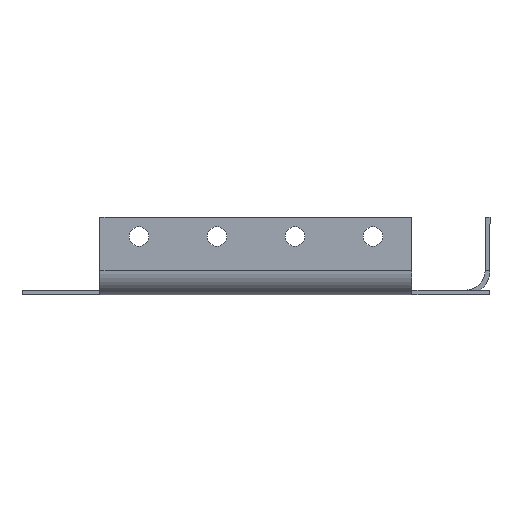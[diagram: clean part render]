
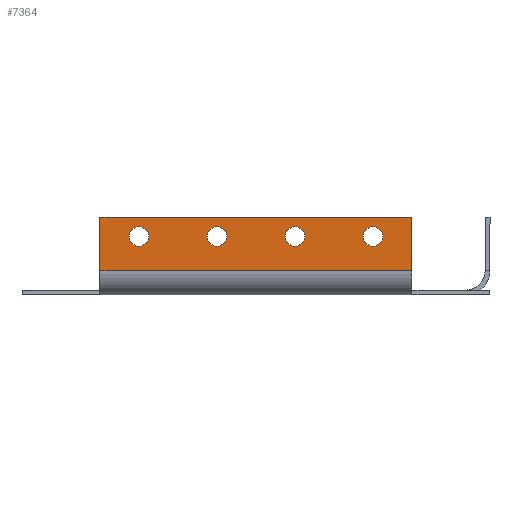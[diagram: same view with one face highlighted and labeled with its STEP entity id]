
A CAD part, left-side view. The second image highlights one B-rep face of the part: STEP entity #7364.
In plain terms, the highlighted planar face has unit normal (-1, 0, 0).
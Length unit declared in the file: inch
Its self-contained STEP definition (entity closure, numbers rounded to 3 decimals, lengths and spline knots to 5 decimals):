
#43 = DIRECTION ( 'NONE',  ( -1., 0., 0. ) ) ;
#63 = VERTEX_POINT ( 'NONE', #4931 ) ;
#86 = ORIENTED_EDGE ( 'NONE', *, *, #1078, .F. ) ;
#296 = DIRECTION ( 'NONE',  ( 0., 0., 1. ) ) ;
#307 = CARTESIAN_POINT ( 'NONE',  ( -0.001, -0.29599, 1. ) ) ;
#371 = LINE ( 'NONE', #2899, #3112 ) ;
#483 = FACE_BOUND ( 'NONE', #4522, .T. ) ;
#606 = CIRCLE ( 'NONE', #6941, 0.125 ) ;
#707 = VERTEX_POINT ( 'NONE', #5681 ) ;
#728 = VERTEX_POINT ( 'NONE', #5594 ) ;
#749 = EDGE_CURVE ( 'NONE', #63, #728, #2518, .T. ) ;
#838 = EDGE_CURVE ( 'NONE', #5312, #7975, #6526, .T. ) ;
#880 = DIRECTION ( 'NONE',  ( 0., 0., 1. ) ) ;
#947 = ORIENTED_EDGE ( 'NONE', *, *, #3781, .F. ) ;
#1057 = ORIENTED_EDGE ( 'NONE', *, *, #8189, .F. ) ;
#1078 = EDGE_CURVE ( 'NONE', #5913, #5523, #4711, .T. ) ;
#1120 = CARTESIAN_POINT ( 'NONE',  ( -0.001, 2.20401, 0.75 ) ) ;
#1300 = VECTOR ( 'NONE', #3307, 39.37008 ) ;
#1515 = DIRECTION ( 'NONE',  ( -1., 0., 0. ) ) ;
#1596 = VECTOR ( 'NONE', #4295, 39.37008 ) ;
#1636 = AXIS2_PLACEMENT_3D ( 'NONE', #4450, #2357, #3074 ) ;
#1688 = CIRCLE ( 'NONE', #7396, 0.125 ) ;
#1699 = CIRCLE ( 'NONE', #4076, 0.125 ) ;
#1708 = CARTESIAN_POINT ( 'NONE',  ( -0.001, 2.20401, 0.75 ) ) ;
#1783 = DIRECTION ( 'NONE',  ( 0., 0., 1. ) ) ;
#1869 = AXIS2_PLACEMENT_3D ( 'NONE', #4018, #43, #5306 ) ;
#1930 = LINE ( 'NONE', #5629, #1596 ) ;
#2006 = VERTEX_POINT ( 'NONE', #3270 ) ;
#2018 = LINE ( 'NONE', #3277, #1300 ) ;
#2052 = ORIENTED_EDGE ( 'NONE', *, *, #8448, .T. ) ;
#2142 = EDGE_LOOP ( 'NONE', ( #5580, #3247 ) ) ;
#2212 = CARTESIAN_POINT ( 'NONE',  ( -0.001, 1.20401, 0.75 ) ) ;
#2281 = DIRECTION ( 'NONE',  ( -1., 0., 0. ) ) ;
#2349 = CIRCLE ( 'NONE', #1869, 0.125 ) ;
#2357 = DIRECTION ( 'NONE',  ( -1., 0., 0. ) ) ;
#2462 = LINE ( 'NONE', #5516, #3206 ) ;
#2518 = CIRCLE ( 'NONE', #3070, 0.125 ) ;
#2699 = CIRCLE ( 'NONE', #7023, 0.125 ) ;
#2708 = EDGE_CURVE ( 'NONE', #2977, #2006, #606, .T. ) ;
#2744 = DIRECTION ( 'NONE',  ( 0., 0., -1. ) ) ;
#2783 = DIRECTION ( 'NONE',  ( 0., 0., 1. ) ) ;
#2887 = DIRECTION ( 'NONE',  ( -1., 0., 0. ) ) ;
#2889 = VERTEX_POINT ( 'NONE', #3000 ) ;
#2899 = CARTESIAN_POINT ( 'NONE',  ( -0.001, 3.70401, 1. ) ) ;
#2907 = DIRECTION ( 'NONE',  ( -1., 0., 0. ) ) ;
#2977 = VERTEX_POINT ( 'NONE', #5700 ) ;
#3000 = CARTESIAN_POINT ( 'NONE',  ( -0.001, 3.70401, 0.3125 ) ) ;
#3070 = AXIS2_PLACEMENT_3D ( 'NONE', #8327, #2887, #5708 ) ;
#3074 = DIRECTION ( 'NONE',  ( 0., 0., 1. ) ) ;
#3112 = VECTOR ( 'NONE', #3582, 39.37008 ) ;
#3206 = VECTOR ( 'NONE', #2744, 39.37008 ) ;
#3247 = ORIENTED_EDGE ( 'NONE', *, *, #6358, .F. ) ;
#3270 = CARTESIAN_POINT ( 'NONE',  ( -0.001, 1.20401, 0.625 ) ) ;
#3277 = CARTESIAN_POINT ( 'NONE',  ( -0.001, 0., 0.3125 ) ) ;
#3307 = DIRECTION ( 'NONE',  ( 0., -1., 0. ) ) ;
#3484 = EDGE_CURVE ( 'NONE', #2889, #7258, #371, .T. ) ;
#3582 = DIRECTION ( 'NONE',  ( 0., 0., 1. ) ) ;
#3664 = ORIENTED_EDGE ( 'NONE', *, *, #2708, .F. ) ;
#3696 = DIRECTION ( 'NONE',  ( 0., 0., 1. ) ) ;
#3781 = EDGE_CURVE ( 'NONE', #5523, #5913, #2349, .T. ) ;
#3846 = FACE_BOUND ( 'NONE', #4206, .T. ) ;
#4018 = CARTESIAN_POINT ( 'NONE',  ( -0.001, 3.20401, 0.75 ) ) ;
#4022 = CARTESIAN_POINT ( 'NONE',  ( -0.001, 3.20401, 0.875 ) ) ;
#4076 = AXIS2_PLACEMENT_3D ( 'NONE', #2212, #8266, #880 ) ;
#4206 = EDGE_LOOP ( 'NONE', ( #8605, #3664 ) ) ;
#4295 = DIRECTION ( 'NONE',  ( 0., -1., 0. ) ) ;
#4450 = CARTESIAN_POINT ( 'NONE',  ( -0.001, 0., 0. ) ) ;
#4522 = EDGE_LOOP ( 'NONE', ( #6243, #5586 ) ) ;
#4711 = CIRCLE ( 'NONE', #6541, 0.125 ) ;
#4913 = DIRECTION ( 'NONE',  ( 0., 0., 1. ) ) ;
#4931 = CARTESIAN_POINT ( 'NONE',  ( -0.001, 0.20401, 0.625 ) ) ;
#5306 = DIRECTION ( 'NONE',  ( 0., 0., 1. ) ) ;
#5312 = VERTEX_POINT ( 'NONE', #5792 ) ;
#5419 = FACE_BOUND ( 'NONE', #2142, .T. ) ;
#5485 = AXIS2_PLACEMENT_3D ( 'NONE', #1120, #5829, #1783 ) ;
#5516 = CARTESIAN_POINT ( 'NONE',  ( -0.001, -0.29599, 0.0625 ) ) ;
#5523 = VERTEX_POINT ( 'NONE', #4022 ) ;
#5580 = ORIENTED_EDGE ( 'NONE', *, *, #749, .F. ) ;
#5586 = ORIENTED_EDGE ( 'NONE', *, *, #6775, .F. ) ;
#5594 = CARTESIAN_POINT ( 'NONE',  ( -0.001, 0.20401, 0.875 ) ) ;
#5629 = CARTESIAN_POINT ( 'NONE',  ( -0.001, -0.29599, 1. ) ) ;
#5681 = CARTESIAN_POINT ( 'NONE',  ( -0.001, -0.29599, 0.3125 ) ) ;
#5700 = CARTESIAN_POINT ( 'NONE',  ( -0.001, 1.20401, 0.875 ) ) ;
#5708 = DIRECTION ( 'NONE',  ( 0., 0., 1. ) ) ;
#5792 = CARTESIAN_POINT ( 'NONE',  ( -0.001, 2.20401, 0.625 ) ) ;
#5829 = DIRECTION ( 'NONE',  ( -1., 0., 0. ) ) ;
#5838 = EDGE_LOOP ( 'NONE', ( #8149, #2052, #8329, #1057 ) ) ;
#5844 = FACE_OUTER_BOUND ( 'NONE', #5838, .T. ) ;
#5882 = EDGE_LOOP ( 'NONE', ( #86, #947 ) ) ;
#5913 = VERTEX_POINT ( 'NONE', #8620 ) ;
#6191 = EDGE_CURVE ( 'NONE', #2006, #2977, #1699, .T. ) ;
#6243 = ORIENTED_EDGE ( 'NONE', *, *, #838, .F. ) ;
#6358 = EDGE_CURVE ( 'NONE', #728, #63, #1688, .T. ) ;
#6526 = CIRCLE ( 'NONE', #5485, 0.125 ) ;
#6541 = AXIS2_PLACEMENT_3D ( 'NONE', #8116, #1515, #2783 ) ;
#6775 = EDGE_CURVE ( 'NONE', #7975, #5312, #2699, .T. ) ;
#6856 = CARTESIAN_POINT ( 'NONE',  ( -0.001, 1.20401, 0.75 ) ) ;
#6941 = AXIS2_PLACEMENT_3D ( 'NONE', #6856, #2907, #4913 ) ;
#6990 = CARTESIAN_POINT ( 'NONE',  ( -0.001, 3.70401, 1. ) ) ;
#7023 = AXIS2_PLACEMENT_3D ( 'NONE', #1708, #7720, #3696 ) ;
#7258 = VERTEX_POINT ( 'NONE', #6990 ) ;
#7364 = ADVANCED_FACE ( 'NONE', ( #5419, #3846, #483, #7619, #5844 ), #8464, .T. ) ;
#7365 = VERTEX_POINT ( 'NONE', #307 ) ;
#7396 = AXIS2_PLACEMENT_3D ( 'NONE', #7756, #2281, #296 ) ;
#7619 = FACE_BOUND ( 'NONE', #5882, .T. ) ;
#7720 = DIRECTION ( 'NONE',  ( -1., 0., 0. ) ) ;
#7756 = CARTESIAN_POINT ( 'NONE',  ( -0.001, 0.20401, 0.75 ) ) ;
#7975 = VERTEX_POINT ( 'NONE', #8483 ) ;
#8040 = EDGE_CURVE ( 'NONE', #7365, #707, #2462, .T. ) ;
#8116 = CARTESIAN_POINT ( 'NONE',  ( -0.001, 3.20401, 0.75 ) ) ;
#8149 = ORIENTED_EDGE ( 'NONE', *, *, #3484, .F. ) ;
#8189 = EDGE_CURVE ( 'NONE', #7258, #7365, #1930, .T. ) ;
#8266 = DIRECTION ( 'NONE',  ( -1., 0., 0. ) ) ;
#8327 = CARTESIAN_POINT ( 'NONE',  ( -0.001, 0.20401, 0.75 ) ) ;
#8329 = ORIENTED_EDGE ( 'NONE', *, *, #8040, .F. ) ;
#8448 = EDGE_CURVE ( 'NONE', #2889, #707, #2018, .T. ) ;
#8464 = PLANE ( 'NONE',  #1636 ) ;
#8483 = CARTESIAN_POINT ( 'NONE',  ( -0.001, 2.20401, 0.875 ) ) ;
#8605 = ORIENTED_EDGE ( 'NONE', *, *, #6191, .F. ) ;
#8620 = CARTESIAN_POINT ( 'NONE',  ( -0.001, 3.20401, 0.625 ) ) ;
